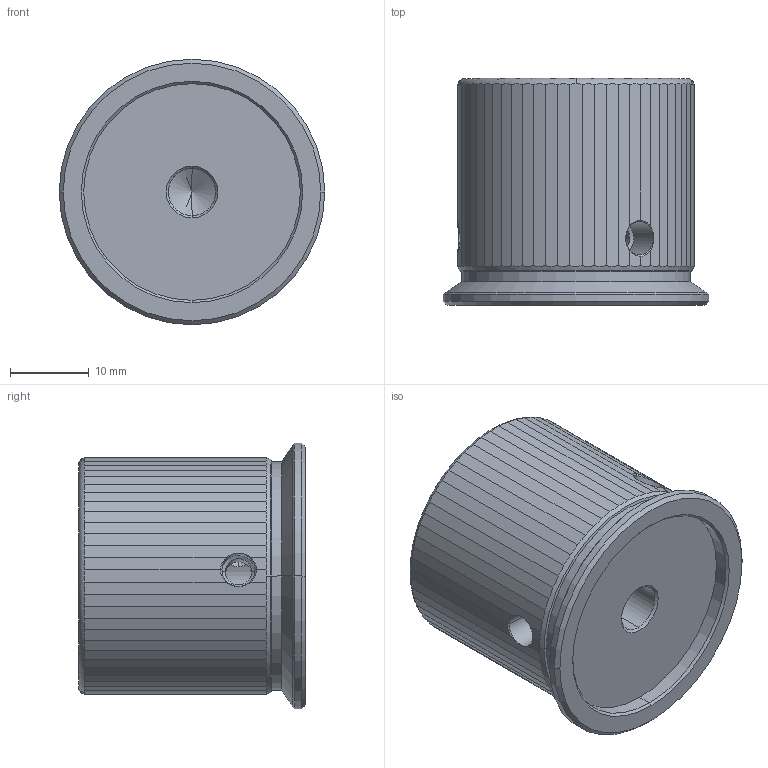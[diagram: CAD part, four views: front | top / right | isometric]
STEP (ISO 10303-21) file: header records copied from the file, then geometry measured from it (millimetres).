
FILE_DESCRIPTION (( 'STEP AP203' ), '1' );
FILE_NAME ('speedy-knob-ac-v3.STEP', '2023-03-16T22:55:54', ( '' ), ( '' ), 'SwSTEP 2.0', 'SolidWorks 2020', '' );
FILE_SCHEMA (( 'CONFIG_CONTROL_DESIGN' ));
Length unit declared in the file: millimetre
Products named in the file (1): speedy-knob-ac-v3
Bounding box: 33.7 x 28.8 x 33.7 mm (x, y, z)
Volume: 18551.6 mm3; surface area: 5225.2 mm2
Topology: 1 solids, 1 shells, 109 faces, 296 edges, 186 vertices
Faces by surface type: plane 67, cone 24, cylinder 16, torus 2
Entity records: 3736 total; most frequent: CARTESIAN_POINT 1249, ORIENTED_EDGE 588, DIRECTION 415, EDGE_CURVE 294, VERTEX_POINT 186, AXIS2_PLACEMENT_3D 154, EDGE_LOOP 112, FACE_OUTER_BOUND 109
